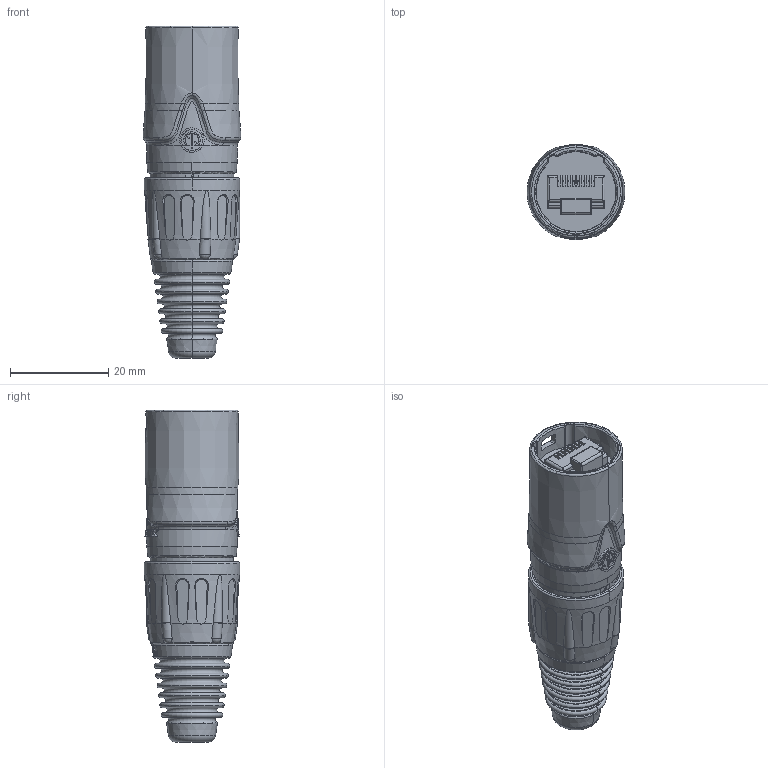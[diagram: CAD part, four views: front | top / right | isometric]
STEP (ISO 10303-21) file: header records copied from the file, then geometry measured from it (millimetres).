
FILE_DESCRIPTION((''),'2;1');
FILE_NAME('NE8MX-1','2023-03-09T10:04:55',('phk'),(''),'CREO PARAMETRIC BY PTC INC, 2021184','CREO PARAMETRIC BY PTC INC, 2021184','');
FILE_SCHEMA(('CONFIG_CONTROL_DESIGN'));
Length unit declared in the file: millimetre
Products named in the file (1): NE8MX-1
Bounding box: 19.93 x 19.35 x 67.56 mm (x, y, z)
Volume: 14710 mm3; surface area: 5781.7 mm2
Topology: 1 solids, 1 shells, 976 faces, 2608 edges, 1697 vertices
Faces by surface type: plane 505, bspline 127, extrusion 107, cylinder 87, torus 75, cone 60, sphere 15
Entity records: 42023 total; most frequent: CARTESIAN_POINT 19303, ORIENTED_EDGE 5216, DIRECTION 3942, EDGE_CURVE 2608, VERTEX_POINT 1697, AXIS2_PLACEMENT_3D 1434, VECTOR 1074, B_SPLINE_CURVE_WITH_KNOTS 1056
